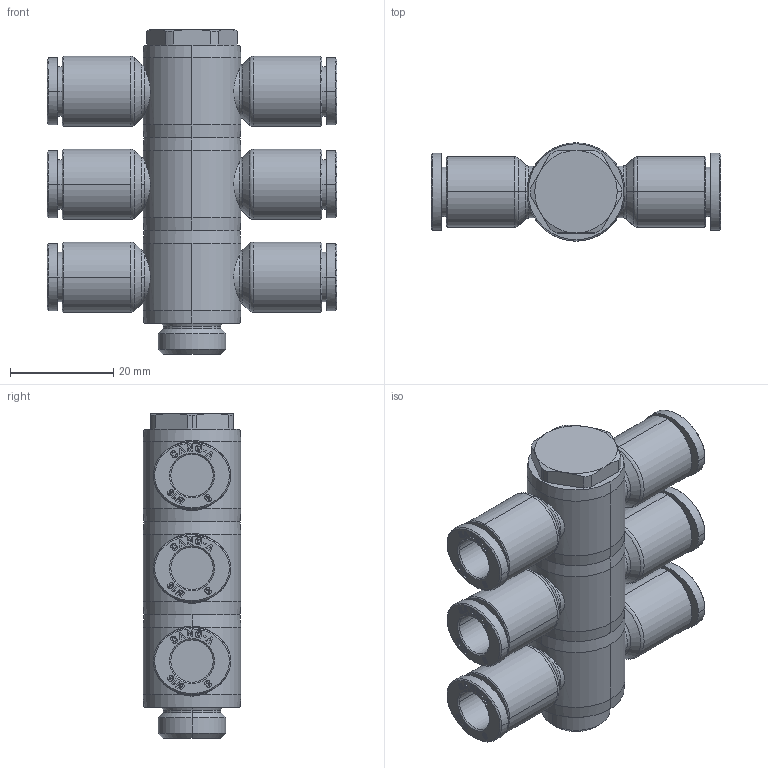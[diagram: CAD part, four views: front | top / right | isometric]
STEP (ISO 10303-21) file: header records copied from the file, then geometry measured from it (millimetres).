
FILE_DESCRIPTION (( 'STEP AP214' ), '1' );
FILE_NAME ('PGT08-G02(3).STEP', '2015-11-03T09:08:45', ( '' ), ( '' ), 'SwSTEP 2.0', 'SolidWorks 2015', '' );
FILE_SCHEMA (( 'AUTOMOTIVE_DESIGN' ));
Length unit declared in the file: millimetre
Products named in the file (2): ｦ+ﾃｦ1; PGT08-G02(3)
Assembly tree (1 placements, depth 2):
  PGT08-G02(3)
    ｦ+ﾃｦ1
Bounding box: 56.2 x 19 x 63 mm (x, y, z)
Volume: 23286.3 mm3; surface area: 19537.4 mm2
Topology: 1 solids, 1 shells, 2448 faces, 6888 edges, 4565 vertices
Faces by surface type: plane 2034, bspline 192, cylinder 119, cone 91, torus 12
Entity records: 84864 total; most frequent: CARTESIAN_POINT 21573, ORIENTED_EDGE 13772, DIRECTION 11310, EDGE_CURVE 6886, LINE 6006, VECTOR 6006, VERTEX_POINT 4565, AXIS2_PLACEMENT_3D 2652
